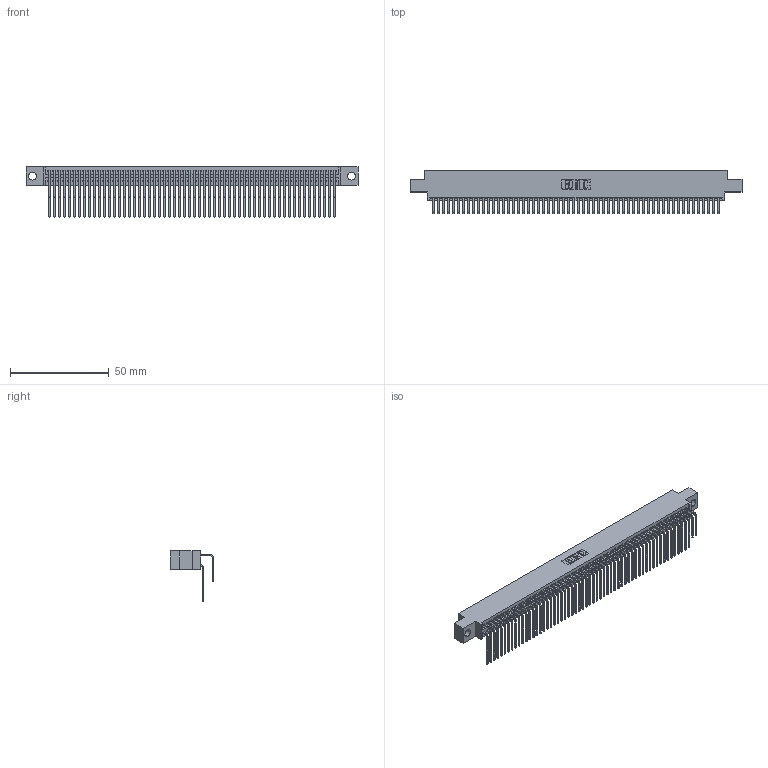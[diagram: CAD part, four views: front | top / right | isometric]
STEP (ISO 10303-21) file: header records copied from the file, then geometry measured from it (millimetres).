
FILE_DESCRIPTION (( 'STEP AP203' ), '1' );
FILE_NAME ('345-116-558-804.STEP', '2021-05-25T15:54:54', ( '' ), ( '' ), 'SwSTEP 2.0', 'SolidWorks 2020', '' );
FILE_SCHEMA (( 'CONFIG_CONTROL_DESIGN' ));
Length unit declared in the file: inch
Products named in the file (4): 345-292-001_558 559 Tail - 1; 345-292-001_558 Tail - 2; 345 Part_0.170 Offset - 0.156 Dia-TI; 345-116-558-804
Assembly tree (117 placements, depth 2):
  345-116-558-804
    345 Part_0.170 Offset - 0.156 Dia-TI
    345-292-001_558 559 Tail - 1  x58
    345-292-001_558 Tail - 2  x58
Bounding box: 168.53 x 21.83 x 25.53 mm (x, y, z)
Volume: 16969.4 mm3; surface area: 28535.3 mm2
Topology: 117 solids, 117 shells, 6176 faces, 18369 edges, 12090 vertices
Faces by surface type: plane 4158, cylinder 2018
Entity records: 45557 total; most frequent: CARTESIAN_POINT 7673, ORIENTED_EDGE 7554, DIRECTION 6717, EDGE_CURVE 3777, VECTOR 3373, LINE 3373, VERTEX_POINT 2514, AXIS2_PLACEMENT_3D 1672
